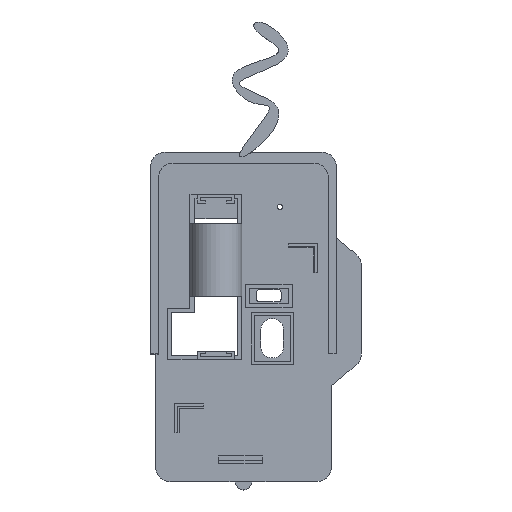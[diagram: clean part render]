
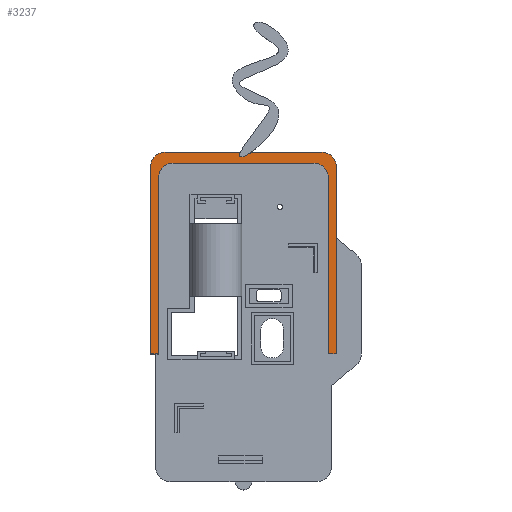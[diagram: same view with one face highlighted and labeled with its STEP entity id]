
A CAD part, top view. The second image highlights one B-rep face of the part: STEP entity #3237.
In plain terms, the highlighted planar face has unit normal (0, 0, 1).
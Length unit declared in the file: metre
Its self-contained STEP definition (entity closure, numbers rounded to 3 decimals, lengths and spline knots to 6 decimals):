
#12=B_SPLINE_CURVE_WITH_KNOTS('',3,(#4806,#4807,#4808,#4809,#4810,#4811,
#4812,#4813,#4814,#4815,#4816,#4817,#4818,#4819),.UNSPECIFIED.,.T.,.F.,
(1,3,1,1,1,1,1,1,1,1,1,1,3,1),(-0.044388,0.,0.115723,
0.220837,0.337562,0.439303,0.483618,
0.573028,0.683486,0.773865,0.840368,
0.955612,1.,1.115723),.UNSPECIFIED.);
#23=CIRCLE('',#3496,0.005);
#24=CIRCLE('',#3497,0.005);
#25=CIRCLE('',#3498,0.005);
#26=CIRCLE('',#3499,0.005);
#310=ORIENTED_EDGE('',*,*,#1141,.F.);
#311=ORIENTED_EDGE('',*,*,#1146,.T.);
#312=ORIENTED_EDGE('',*,*,#1143,.F.);
#313=ORIENTED_EDGE('',*,*,#1147,.T.);
#314=ORIENTED_EDGE('',*,*,#1148,.F.);
#315=ORIENTED_EDGE('',*,*,#1149,.T.);
#316=ORIENTED_EDGE('',*,*,#1150,.T.);
#317=ORIENTED_EDGE('',*,*,#1151,.F.);
#318=ORIENTED_EDGE('',*,*,#1152,.T.);
#319=ORIENTED_EDGE('',*,*,#1153,.F.);
#320=ORIENTED_EDGE('',*,*,#1154,.F.);
#321=ORIENTED_EDGE('',*,*,#1155,.T.);
#322=ORIENTED_EDGE('',*,*,#1156,.T.);
#323=ORIENTED_EDGE('',*,*,#1157,.T.);
#1141=EDGE_CURVE('',#1575,#1576,#1911,.T.);
#1143=EDGE_CURVE('',#1577,#1578,#1913,.T.);
#1146=EDGE_CURVE('',#1575,#1578,#12,.F.);
#1147=EDGE_CURVE('',#1577,#1579,#23,.T.);
#1148=EDGE_CURVE('',#1580,#1579,#1916,.T.);
#1149=EDGE_CURVE('',#1580,#1581,#1917,.T.);
#1150=EDGE_CURVE('',#1581,#1582,#1918,.T.);
#1151=EDGE_CURVE('',#1583,#1582,#24,.T.);
#1152=EDGE_CURVE('',#1583,#1584,#1919,.T.);
#1153=EDGE_CURVE('',#1585,#1584,#25,.T.);
#1154=EDGE_CURVE('',#1586,#1585,#1920,.T.);
#1155=EDGE_CURVE('',#1586,#1587,#1921,.T.);
#1156=EDGE_CURVE('',#1587,#1588,#1922,.T.);
#1157=EDGE_CURVE('',#1588,#1576,#26,.T.);
#1575=VERTEX_POINT('',#4795);
#1576=VERTEX_POINT('',#4797);
#1577=VERTEX_POINT('',#4801);
#1578=VERTEX_POINT('',#4802);
#1579=VERTEX_POINT('',#4821);
#1580=VERTEX_POINT('',#4823);
#1581=VERTEX_POINT('',#4825);
#1582=VERTEX_POINT('',#4827);
#1583=VERTEX_POINT('',#4829);
#1584=VERTEX_POINT('',#4831);
#1585=VERTEX_POINT('',#4833);
#1586=VERTEX_POINT('',#4835);
#1587=VERTEX_POINT('',#4837);
#1588=VERTEX_POINT('',#4839);
#1911=LINE('',#4796,#2328);
#1913=LINE('',#4800,#2330);
#1916=LINE('',#4822,#2333);
#1917=LINE('',#4824,#2334);
#1918=LINE('',#4826,#2335);
#1919=LINE('',#4830,#2336);
#1920=LINE('',#4834,#2337);
#1921=LINE('',#4836,#2338);
#1922=LINE('',#4838,#2339);
#2328=VECTOR('',#3878,1.);
#2330=VECTOR('',#3882,1.);
#2333=VECTOR('',#3889,1.);
#2334=VECTOR('',#3890,1.);
#2335=VECTOR('',#3891,1.);
#2336=VECTOR('',#3894,1.);
#2337=VECTOR('',#3897,1.);
#2338=VECTOR('',#3898,1.);
#2339=VECTOR('',#3899,1.);
#2684=EDGE_LOOP('',(#310,#311,#312,#313,#314,#315,#316,#317,#318,#319,#320,
#321,#322,#323));
#2883=FACE_BOUND('',#2684,.T.);
#3080=PLANE('',#3495);
#3237=ADVANCED_FACE('',(#2883),#3080,.T.);
#3495=AXIS2_PLACEMENT_3D('',#4805,#3885,#3886);
#3496=AXIS2_PLACEMENT_3D('',#4820,#3887,#3888);
#3497=AXIS2_PLACEMENT_3D('',#4828,#3892,#3893);
#3498=AXIS2_PLACEMENT_3D('',#4832,#3895,#3896);
#3499=AXIS2_PLACEMENT_3D('',#4840,#3900,#3901);
#3878=DIRECTION('',(1.,0.,0.));
#3882=DIRECTION('',(1.,0.,0.));
#3885=DIRECTION('',(0.,0.,1.));
#3886=DIRECTION('',(1.,0.,0.));
#3887=DIRECTION('',(0.,0.,1.));
#3888=DIRECTION('',(1.,0.,0.));
#3889=DIRECTION('',(0.,1.,0.));
#3890=DIRECTION('',(1.,0.,0.));
#3891=DIRECTION('',(0.,1.,0.));
#3892=DIRECTION('',(0.,0.,1.));
#3893=DIRECTION('',(1.,0.,0.));
#3894=DIRECTION('',(1.,0.,0.));
#3895=DIRECTION('',(0.,0.,1.));
#3896=DIRECTION('',(1.,0.,0.));
#3897=DIRECTION('',(0.,1.,0.));
#3898=DIRECTION('',(1.,0.,0.));
#3899=DIRECTION('',(0.,1.,0.));
#3900=DIRECTION('',(0.,0.,1.));
#3901=DIRECTION('',(1.,0.,0.));
#4795=CARTESIAN_POINT('',(-0.007246,0.057361,0.0035));
#4796=CARTESIAN_POINT('',(-0.010018,0.057361,0.0035));
#4797=CARTESIAN_POINT('',(0.016945,0.057361,0.0035));
#4800=CARTESIAN_POINT('',(-0.010018,0.057361,0.0035));
#4801=CARTESIAN_POINT('',(-0.036981,0.057361,0.0035));
#4802=CARTESIAN_POINT('',(-0.011103,0.057361,0.0035));
#4805=CARTESIAN_POINT('',(-0.005693,0.000673,0.0035));
#4806=CARTESIAN_POINT('',(-0.008595,0.056529,0.0035));
#4807=CARTESIAN_POINT('',(-0.004027,0.059012,0.0035));
#4808=CARTESIAN_POINT('',(0.011742,0.075057,0.0035));
#4809=CARTESIAN_POINT('',(-0.024027,0.081091,0.0035));
#4810=CARTESIAN_POINT('',(0.015763,0.0883,0.0035));
#4811=CARTESIAN_POINT('',(-0.004405,0.104797,0.0035));
#4812=CARTESIAN_POINT('',(-0.008421,0.098939,0.0035));
#4813=CARTESIAN_POINT('',(0.011489,0.090499,0.0035));
#4814=CARTESIAN_POINT('',(-0.020754,0.087042,0.0035));
#4815=CARTESIAN_POINT('',(-0.008014,0.072337,0.0035));
#4816=CARTESIAN_POINT('',(0.004229,0.075289,0.0035));
#4817=CARTESIAN_POINT('',(-0.014692,0.055286,0.0035));
#4818=CARTESIAN_POINT('',(-0.010347,0.055576,0.0035));
#4819=CARTESIAN_POINT('',(-0.008595,0.056529,0.0035));
#4820=CARTESIAN_POINT('',(-0.036981,0.052361,0.0035));
#4821=CARTESIAN_POINT('',(-0.041981,0.052361,0.0035));
#4822=CARTESIAN_POINT('',(-0.041981,0.020138,0.0035));
#4823=CARTESIAN_POINT('',(-0.041981,-0.012085,0.0035));
#4824=CARTESIAN_POINT('',(-0.040615,-0.012085,0.0035));
#4825=CARTESIAN_POINT('',(-0.039249,-0.012085,0.0035));
#4826=CARTESIAN_POINT('',(-0.039249,0.018272,0.0035));
#4827=CARTESIAN_POINT('',(-0.039249,0.048629,0.0035));
#4828=CARTESIAN_POINT('',(-0.034249,0.048629,0.0035));
#4829=CARTESIAN_POINT('',(-0.034249,0.053629,0.0035));
#4830=CARTESIAN_POINT('',(-0.010018,0.053629,0.0035));
#4831=CARTESIAN_POINT('',(0.014213,0.053629,0.0035));
#4832=CARTESIAN_POINT('',(0.014213,0.048629,0.0035));
#4833=CARTESIAN_POINT('',(0.019213,0.048629,0.0035));
#4834=CARTESIAN_POINT('',(0.019213,0.018309,0.0035));
#4835=CARTESIAN_POINT('',(0.019213,-0.012011,0.0035));
#4836=CARTESIAN_POINT('',(0.020579,-0.012011,0.0035));
#4837=CARTESIAN_POINT('',(0.021945,-0.012011,0.0035));
#4838=CARTESIAN_POINT('',(0.021945,0.020175,0.0035));
#4839=CARTESIAN_POINT('',(0.021945,0.052361,0.0035));
#4840=CARTESIAN_POINT('',(0.016945,0.052361,0.0035));
